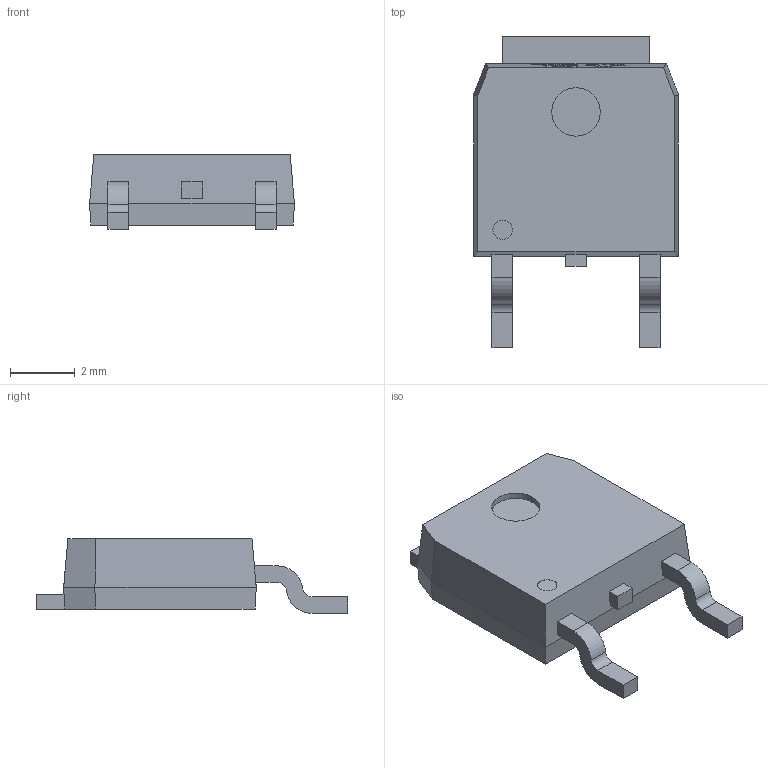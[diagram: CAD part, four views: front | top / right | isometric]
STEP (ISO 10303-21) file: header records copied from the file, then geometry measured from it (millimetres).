
FILE_DESCRIPTION (( 'STEP AP214' ), '1' );
FILE_NAME ('TO-252-3_L6.5-W5.8-P4.58-BL.step', '2022-08-01T12:57:28', ( '' ), ( '' ), 'SwSTEP 2.0', 'SolidWorks 2020', '' );
FILE_SCHEMA (( 'AUTOMOTIVE_DESIGN' ));
Length unit declared in the file: millimetre
Products named in the file (1): TO-252-3_L6.5-W5.8-P4.58-BL
Bounding box: 6.35 x 9.67 x 2.31 mm (x, y, z)
Volume: 83.2 mm3; surface area: 149.1 mm2
Topology: 1 solids, 1 shells, 294 faces, 795 edges, 528 vertices
Faces by surface type: plane 180, bspline 98, cylinder 16
Entity records: 12943 total; most frequent: CARTESIAN_POINT 2924, ORIENTED_EDGE 1590, DIRECTION 1021, EDGE_CURVE 795, LINE 563, VECTOR 563, VERTEX_POINT 528, EDGE_LOOP 319
